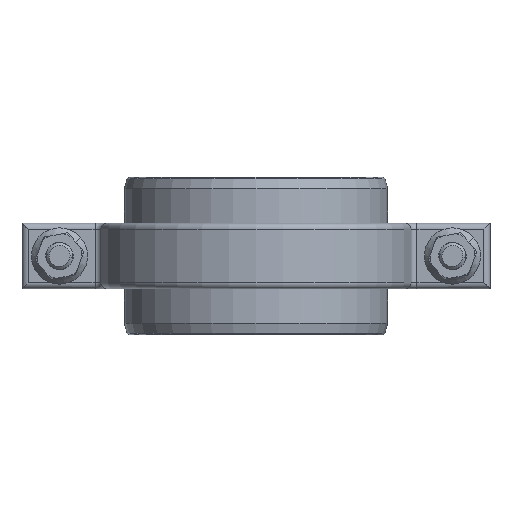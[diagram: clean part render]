
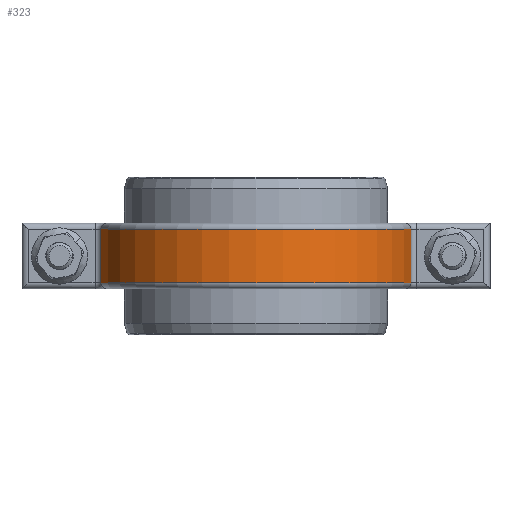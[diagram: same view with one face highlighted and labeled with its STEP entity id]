
A CAD part, front view. The second image highlights one B-rep face of the part: STEP entity #323.
In plain terms, the highlighted cylindrical face has radius 69.961 mm (diameter 139.922 mm), a partial arc.
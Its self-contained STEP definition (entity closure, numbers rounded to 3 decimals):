
#323 = ADVANCED_FACE ( 'NONE', ( #1339 ), #1338, .T. ) ;
#324 = EDGE_LOOP ( 'NONE', ( #325, #383, #386, #389 ) ) ;
#325 = ORIENTED_EDGE ( 'NONE', *, *, #326, .T. ) ;
#326 = EDGE_CURVE ( 'NONE', #327, #328, #1337, .T. ) ;
#327 = VERTEX_POINT ( 'NONE', #1328 ) ;
#328 = VERTEX_POINT ( 'NONE', #1327 ) ;
#383 = ORIENTED_EDGE ( 'NONE', *, *, #384, .T. ) ;
#384 = EDGE_CURVE ( 'NONE', #328, #385, #1483, .T. ) ;
#385 = VERTEX_POINT ( 'NONE', #1479 ) ;
#386 = ORIENTED_EDGE ( 'NONE', *, *, #387, .T. ) ;
#387 = EDGE_CURVE ( 'NONE', #385, #388, #1478, .T. ) ;
#388 = VERTEX_POINT ( 'NONE', #1473 ) ;
#389 = ORIENTED_EDGE ( 'NONE', *, *, #390, .T. ) ;
#390 = EDGE_CURVE ( 'NONE', #388, #327, #1472, .T. ) ;
#1327 = CARTESIAN_POINT ( 'NONE',  ( -68.898, 12.153, -11.869 ) ) ;
#1328 = CARTESIAN_POINT ( 'NONE',  ( 68.898, 12.153, -11.869 ) ) ;
#1329 = DIRECTION ( 'NONE',  ( 1., 0., 0. ) ) ;
#1330 = DIRECTION ( 'NONE',  ( 0., 0., 1. ) ) ;
#1331 = CARTESIAN_POINT ( 'NONE',  ( 0., 0., -11.869 ) ) ;
#1332 = AXIS2_PLACEMENT_3D ( 'NONE', #1331, #1330, #1329 ) ;
#1333 = DIRECTION ( 'NONE',  ( -1., 0., 0. ) ) ;
#1334 = DIRECTION ( 'NONE',  ( 0., 0., -1. ) ) ;
#1335 = CARTESIAN_POINT ( 'NONE',  ( 0., 0., 233.573 ) ) ;
#1336 = AXIS2_PLACEMENT_3D ( 'NONE', #1335, #1334, #1333 ) ;
#1337 = CIRCLE ( 'NONE', #1332, 69.961 ) ;
#1338 = CYLINDRICAL_SURFACE ( 'NONE', #1336, 69.961 ) ;
#1339 = FACE_OUTER_BOUND ( 'NONE', #324, .T. ) ;
#1469 = DIRECTION ( 'NONE',  ( 0., 0., -1. ) ) ;
#1470 = VECTOR ( 'NONE', #1469, 1000. ) ;
#1471 = CARTESIAN_POINT ( 'NONE',  ( 68.898, 12.153, 233.573 ) ) ;
#1472 = LINE ( 'NONE', #1471, #1470 ) ;
#1473 = CARTESIAN_POINT ( 'NONE',  ( 68.898, 12.153, 11.869 ) ) ;
#1474 = DIRECTION ( 'NONE',  ( 1., 0., 0. ) ) ;
#1475 = DIRECTION ( 'NONE',  ( 0., 0., -1. ) ) ;
#1476 = CARTESIAN_POINT ( 'NONE',  ( 0., 0., 11.869 ) ) ;
#1477 = AXIS2_PLACEMENT_3D ( 'NONE', #1476, #1475, #1474 ) ;
#1478 = CIRCLE ( 'NONE', #1477, 69.961 ) ;
#1479 = CARTESIAN_POINT ( 'NONE',  ( -68.898, 12.153, 11.869 ) ) ;
#1480 = DIRECTION ( 'NONE',  ( 0., 0., 1. ) ) ;
#1481 = VECTOR ( 'NONE', #1480, 1000. ) ;
#1482 = CARTESIAN_POINT ( 'NONE',  ( -68.898, 12.153, 233.573 ) ) ;
#1483 = LINE ( 'NONE', #1482, #1481 ) ;
